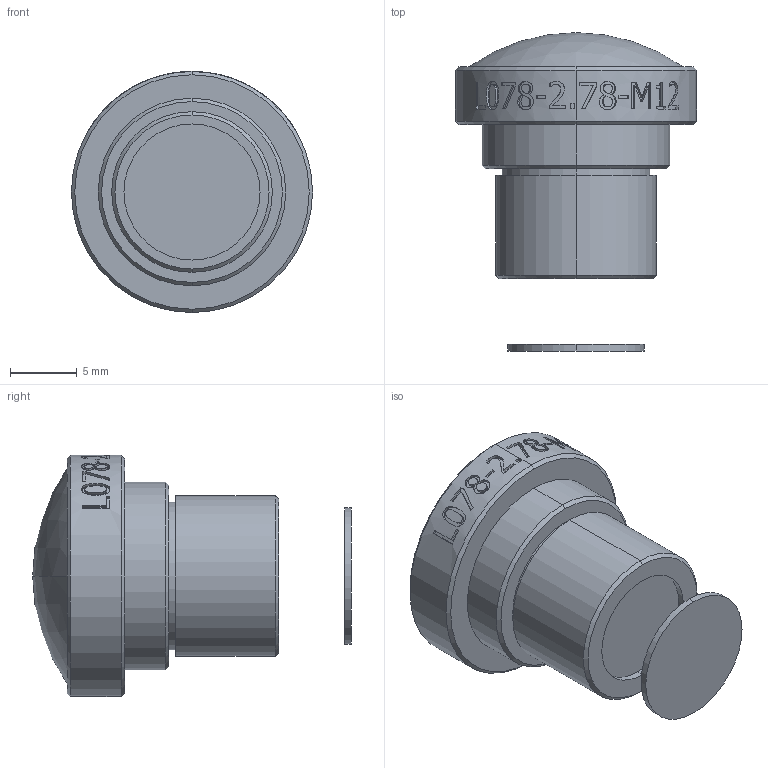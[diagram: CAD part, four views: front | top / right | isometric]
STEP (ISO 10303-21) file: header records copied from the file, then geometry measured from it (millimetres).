
FILE_DESCRIPTION (( 'STEP AP214' ), '1' );
FILE_NAME ('L078-2.78-M12.STEP', '', ( '' ), ( '' ), '', '', '' );
FILE_SCHEMA (( 'AUTOMOTIVE_DESIGN' ));
Length unit declared in the file: millimetre
Products named in the file (1): L078-2.78-M12
Bounding box: 18 x 23.78 x 18 mm (x, y, z)
Volume: 2789.1 mm3; surface area: 1460.3 mm2
Topology: 2 solids, 2 shells, 490 faces, 1304 edges, 867 vertices
Faces by surface type: plane 278, bspline 172, cylinder 30, cone 8, sphere 2
Entity records: 27441 total; most frequent: CARTESIAN_POINT 14631, ORIENTED_EDGE 2608, DIRECTION 1599, EDGE_CURVE 1304, VERTEX_POINT 867, VECTOR 765, LINE 765, EDGE_LOOP 539
